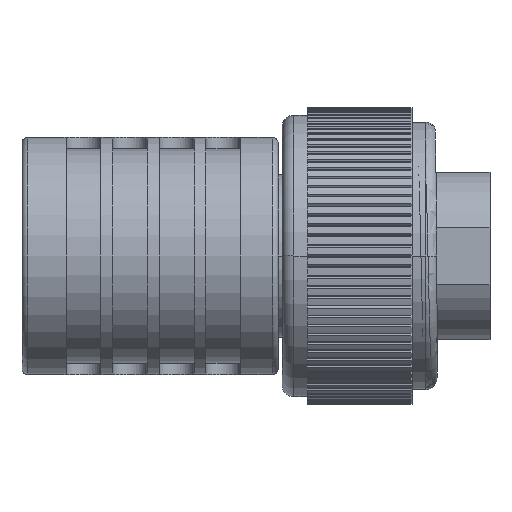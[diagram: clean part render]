
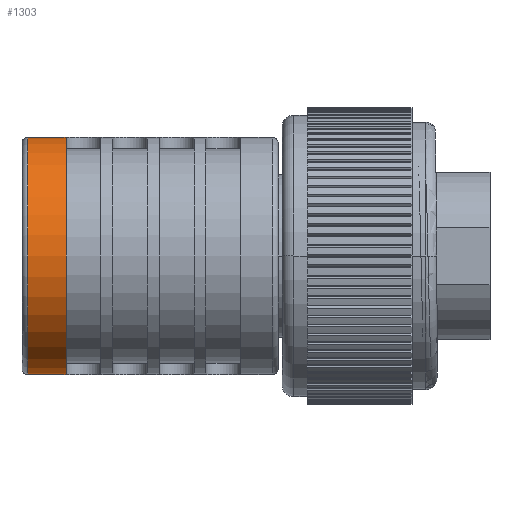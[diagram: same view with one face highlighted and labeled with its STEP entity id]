
A CAD part, left-side view. The second image highlights one B-rep face of the part: STEP entity #1303.
In plain terms, the highlighted cylindrical face has radius 10.2 mm (diameter 20.4 mm), a partial arc.
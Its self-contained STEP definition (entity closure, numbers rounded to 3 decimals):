
#10=DIRECTION('',(0.,-1.,0.));
#11=VECTOR('',#10,3.28);
#12=CARTESIAN_POINT('',(41.8,9.15,10.2));
#13=LINE('',#12,#11);
#179=DIRECTION('',(0.,-1.,0.));
#180=VECTOR('',#179,3.28);
#181=CARTESIAN_POINT('',(41.8,9.15,-10.2));
#182=LINE('',#181,#180);
#233=CARTESIAN_POINT('',(41.8,9.15,0.));
#234=DIRECTION('',(0.,-1.,0.));
#235=DIRECTION('',(0.,0.,-1.));
#236=AXIS2_PLACEMENT_3D('',#233,#234,#235);
#238=CARTESIAN_POINT('',(41.8,5.87,0.));
#239=DIRECTION('',(0.,-1.,0.));
#240=DIRECTION('',(0.,0.,-1.));
#241=AXIS2_PLACEMENT_3D('',#238,#239,#240);
#836=CARTESIAN_POINT('',(41.8,5.87,-10.2));
#837=CARTESIAN_POINT('',(41.8,5.87,10.2));
#838=VERTEX_POINT('',#836);
#839=VERTEX_POINT('',#837);
#976=CARTESIAN_POINT('',(41.8,9.15,-10.2));
#977=VERTEX_POINT('',#976);
#980=CARTESIAN_POINT('',(41.8,9.15,10.2));
#981=VERTEX_POINT('',#980);
#1291=CARTESIAN_POINT('',(41.8,38.329,0.));
#1292=DIRECTION('',(0.,-1.,0.));
#1293=DIRECTION('',(0.,0.,1.));
#1294=AXIS2_PLACEMENT_3D('',#1291,#1292,#1293);
#1295=CYLINDRICAL_SURFACE('',#1294,10.2);
#1296=ORIENTED_EDGE('',*,*,#1239,.F.);
#1297=ORIENTED_EDGE('',*,*,#1199,.T.);
#1299=ORIENTED_EDGE('',*,*,#1298,.T.);
#1300=ORIENTED_EDGE('',*,*,#1009,.F.);
#1301=EDGE_LOOP('',(#1296,#1297,#1299,#1300));
#1302=FACE_OUTER_BOUND('',#1301,.F.);
#1303=ADVANCED_FACE('',(#1302),#1295,.T.);
#237=CIRCLE('',#236,10.2);
#242=CIRCLE('',#241,10.2);
#1009=EDGE_CURVE('',#981,#839,#13,.T.);
#1199=EDGE_CURVE('',#977,#838,#182,.T.);
#1239=EDGE_CURVE('',#977,#981,#237,.T.);
#1298=EDGE_CURVE('',#838,#839,#242,.T.);
